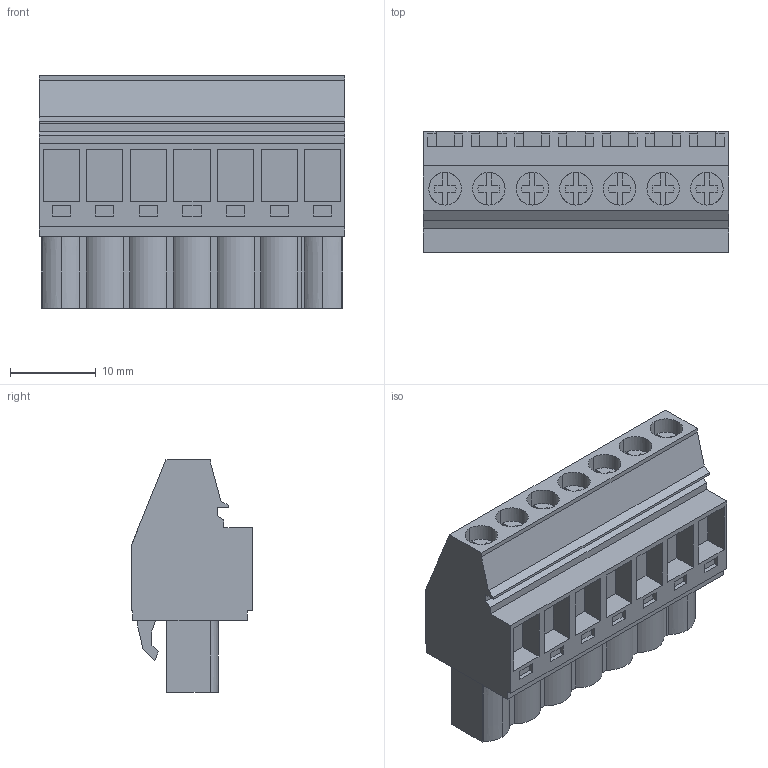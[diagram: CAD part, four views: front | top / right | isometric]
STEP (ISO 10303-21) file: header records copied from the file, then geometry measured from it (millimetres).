
FILE_DESCRIPTION(('CATIA V5 STEP','CAx-IF Rec.Pracs.--- Model Styling and Organization---1.2---2011-12-15'),'2;1');
FILE_NAME ('D1460125_0_1948840000_1948840000.stp','2017-09-09T07:56:53+00:00',('none'),('Weidmueller'),'CATIA Version 5-6 Release 2014','CATIA V5 STEP AP214','none');
FILE_SCHEMA(('AUTOMOTIVE_DESIGN { 1 0 10303 214 1 1 1 1 }'));
Length unit declared in the file: millimetre
Products named in the file (1): 1948840000
Bounding box: 35.56 x 14.1 x 27.1 mm (x, y, z)
Volume: 8070.5 mm3; surface area: 5015.5 mm2
Topology: 8 solids, 8 shells, 476 faces, 1327 edges, 896 vertices
Faces by surface type: plane 411, cylinder 61, extrusion 4
Entity records: 14516 total; most frequent: CARTESIAN_POINT 2808, ORIENTED_EDGE 2654, DIRECTION 1977, EDGE_CURVE 1327, VECTOR 1173, LINE 1169, VERTEX_POINT 896, EDGE_LOOP 507
